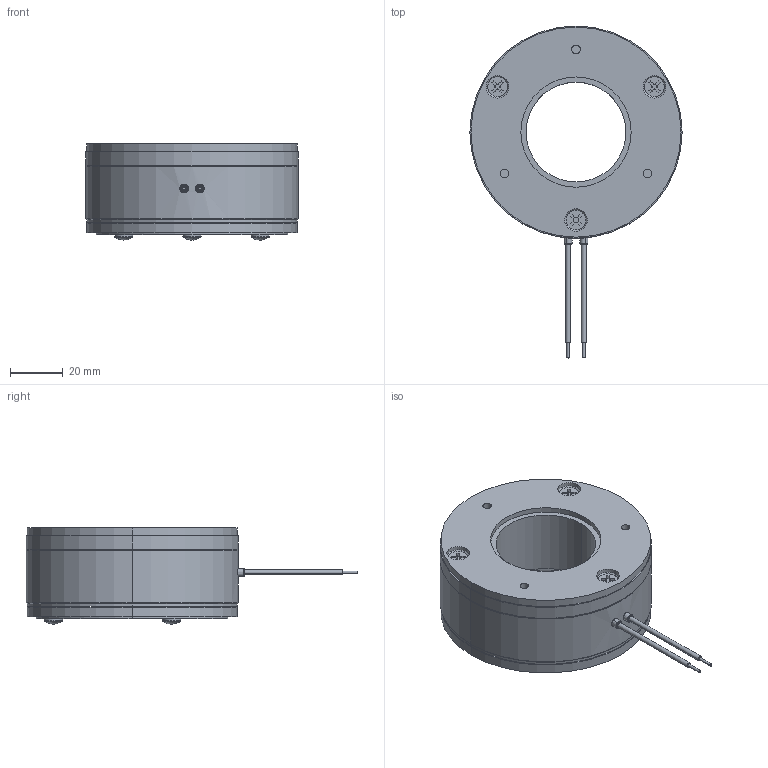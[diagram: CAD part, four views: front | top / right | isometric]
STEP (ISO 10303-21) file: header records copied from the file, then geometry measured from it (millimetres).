
FILE_DESCRIPTION (( 'STEP AP214' ), '1' );
FILE_NAME ('dr_bk_07P1-310_mu.STEP', '2024-05-27T07:30:11', ( '' ), ( '' ), 'SwSTEP 2.0', 'SolidWorks 2022', '' );
FILE_SCHEMA (( 'AUTOMOTIVE_DESIGN' ));
Length unit declared in the file: millimetre
Products named in the file (7): dr_bk_07P1-310_mu; 10068806_000_Einbaulänge 3mm; 10069026_000; 10069025_000; 10068805_000; 10068971_000; 10069024_000
Assembly tree (10 placements, depth 3):
  dr_bk_07P1-310_mu
    10068971_000
    10069025_000
      10069024_000
      10068805_000  x3
      10069026_000
      10068806_000_Einbaulänge 3mm  x3
Bounding box: 80.8 x 126.4 x 36.7 mm (x, y, z)
Volume: 131981.6 mm3; surface area: 34151 mm2
Topology: 11 solids, 11 shells, 272 faces, 618 edges, 386 vertices
Faces by surface type: cylinder 120, plane 72, cone 60, torus 14, sphere 6
Entity records: 8767 total; most frequent: CARTESIAN_POINT 1450, DIRECTION 1216, ORIENTED_EDGE 1024, EDGE_CURVE 512, AXIS2_PLACEMENT_3D 484, VERTEX_POINT 326, EDGE_LOOP 276, LINE 248
